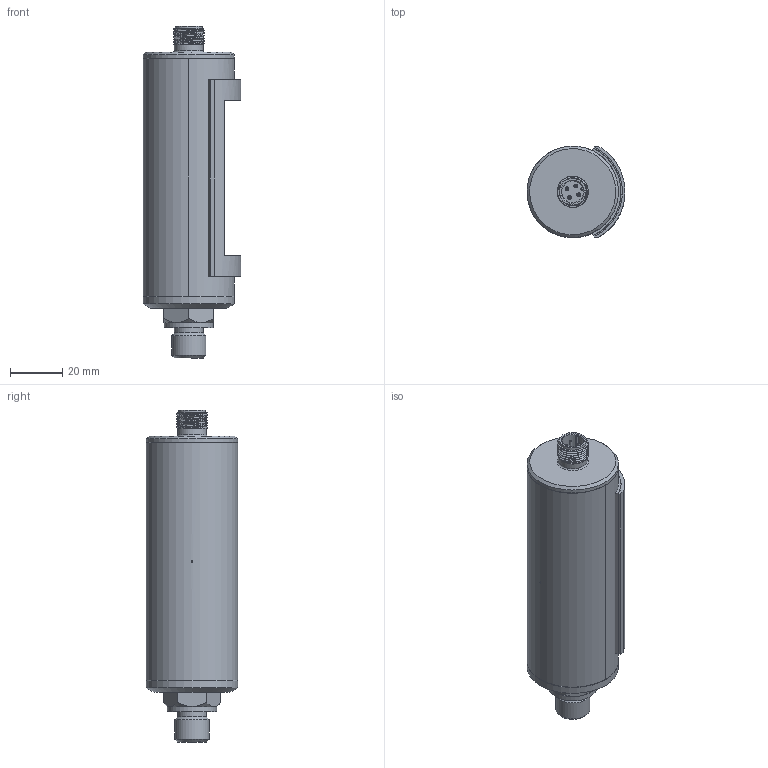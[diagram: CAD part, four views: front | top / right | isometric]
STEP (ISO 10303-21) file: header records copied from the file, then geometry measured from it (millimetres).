
FILE_DESCRIPTION(/* description */ (''),/* implementation_level */ '2;1');
FILE_NAME(/* name */ 'DW503104.stp',/* time_stamp */ '2025-08-27T14:47:46+02:00',/* author */ ('gelzhaeuser'),/* organization */ (''),/* preprocessor_version */ 'ST-DEVELOPER v20',/* originating_system */ 'Autodesk Inventor 2025',/* authorisation */ '');
FILE_SCHEMA (('AUTOMOTIVE_DESIGN { 1 0 10303 214 3 1 1 }'));
Products named in the file (15): DW503104; Dichtung; Display_210511_00.stp; Displayhalter; Dummy Platine; Fenster_210507_00; Front D30 220722; Halter; Hülse; Kappe; Prozesseingang_Deckel; Prozesseingang_G1_4_aussen; Baugruppe1; Steckergeh; Steckerstift
Assembly tree (17 placements, depth 3):
  DW503104
    Dichtung
    Display_210511_00.stp
    Displayhalter
    Dummy Platine
    Fenster_210507_00
    Front D30 220722
    Halter
    Hülse
    Kappe
    Prozesseingang_Deckel
    Prozesseingang_G1_4_aussen
    Baugruppe1
      Steckergeh
      Steckerstift  x4
Bounding box: 37.5 x 35 x 127.1 mm (x, y, z)
Volume: 55118.8 mm3; surface area: 57933 mm2
Topology: 16 solids, 16 shells, 940 faces, 2337 edges, 1473 vertices
Faces by surface type: plane 496, cylinder 269, bspline 98, cone 41, torus 24, sphere 12
Full cylindrical faces by diameter (mm): 0.5 x1, 0.8 x4, 1 x8, 1.4 x4, 1.5 x8, 1.8 x4, 2 x3, 2.1 x2, 3.3 x1, 3.5 x1, 7 x3, 9.4 x2, 10.741 x5, 11 x2, 11.08 x1, 11.884 x5, 13.16 x1, 15.88 x1, 16.8 x1, 18.8 x1, 18.9 x1, 22 x1, 27.1 x2, 27.5 x2, 31.65 x4, 35 x2
Entity records: 41221 total; most frequent: CARTESIAN_POINT 18714, ORIENTED_EDGE 4528, DIRECTION 4427, EDGE_CURVE 2264, AXIS2_PLACEMENT_3D 1522, VERTEX_POINT 1430, LINE 1383, VECTOR 1383
